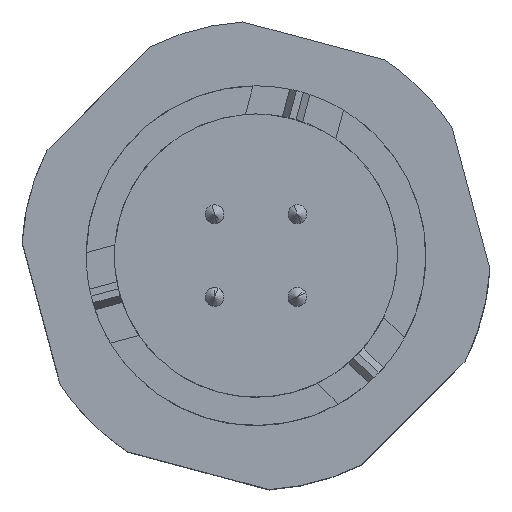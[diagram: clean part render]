
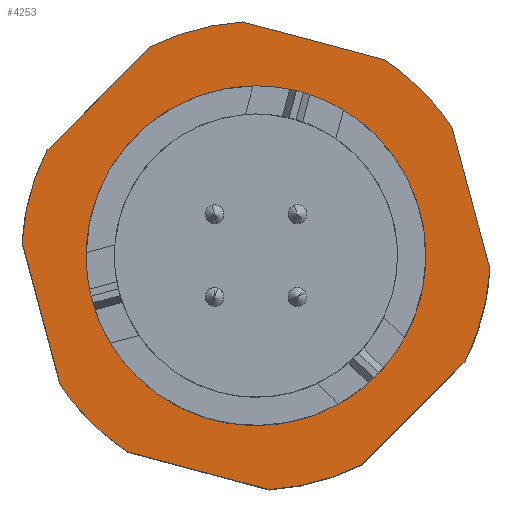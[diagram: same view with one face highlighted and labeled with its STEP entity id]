
A CAD part, top view. The second image highlights one B-rep face of the part: STEP entity #4253.
In plain terms, the highlighted planar face has unit normal (0, 0, 1).
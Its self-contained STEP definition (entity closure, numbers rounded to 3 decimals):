
#3868=AXIS2_PLACEMENT_3D('Circle Axis2P3D',#3866,#3867,$) ;
#3886=AXIS2_PLACEMENT_3D('Circle Axis2P3D',#3884,#3885,$) ;
#3936=AXIS2_PLACEMENT_3D('Circle Axis2P3D',#3934,#3935,$) ;
#3986=AXIS2_PLACEMENT_3D('Circle Axis2P3D',#3984,#3985,$) ;
#4043=AXIS2_PLACEMENT_3D('Circle Axis2P3D',#4041,#4042,$) ;
#4061=AXIS2_PLACEMENT_3D('Circle Axis2P3D',#4059,#4060,$) ;
#4118=AXIS2_PLACEMENT_3D('Circle Axis2P3D',#4116,#4117,$) ;
#4161=AXIS2_PLACEMENT_3D('Circle Axis2P3D',#4159,#4160,$) ;
#4175=AXIS2_PLACEMENT_3D('Plane Axis2P3D',#4172,#4173,#4174) ;
#3831=CARTESIAN_POINT('Vertex',(9.427,19.969,20.5)) ;
#3834=CARTESIAN_POINT('Line Origine',(12.443,19.161,20.5)) ;
#3838=CARTESIAN_POINT('Vertex',(15.459,18.353,20.5)) ;
#3863=CARTESIAN_POINT('Vertex',(17.056,17.056,20.5)) ;
#3866=CARTESIAN_POINT('Axis2P3D Location',(9.984,9.984,20.5)) ;
#3884=CARTESIAN_POINT('Axis2P3D Location',(9.984,9.984,20.5)) ;
#3888=CARTESIAN_POINT('Vertex',(18.353,15.459,20.5)) ;
#3909=CARTESIAN_POINT('Line Origine',(19.161,12.443,20.5)) ;
#3913=CARTESIAN_POINT('Vertex',(19.969,9.427,20.5)) ;
#3934=CARTESIAN_POINT('Axis2P3D Location',(9.984,9.984,20.5)) ;
#3938=CARTESIAN_POINT('Vertex',(18.91,5.475,20.5)) ;
#3959=CARTESIAN_POINT('Line Origine',(16.702,3.267,20.5)) ;
#3963=CARTESIAN_POINT('Vertex',(14.494,1.059,20.5)) ;
#3984=CARTESIAN_POINT('Axis2P3D Location',(9.984,9.984,20.5)) ;
#3988=CARTESIAN_POINT('Vertex',(10.542,0.,20.5)) ;
#4009=CARTESIAN_POINT('Line Origine',(7.526,0.808,20.5)) ;
#4013=CARTESIAN_POINT('Vertex',(4.51,1.616,20.5)) ;
#4038=CARTESIAN_POINT('Vertex',(2.913,2.913,20.5)) ;
#4041=CARTESIAN_POINT('Axis2P3D Location',(9.984,9.984,20.5)) ;
#4059=CARTESIAN_POINT('Axis2P3D Location',(9.984,9.984,20.5)) ;
#4063=CARTESIAN_POINT('Vertex',(1.616,4.51,20.5)) ;
#4084=CARTESIAN_POINT('Line Origine',(0.808,7.526,20.5)) ;
#4088=CARTESIAN_POINT('Vertex',(0.,10.542,20.5)) ;
#4113=CARTESIAN_POINT('Vertex',(1.059,14.494,20.5)) ;
#4116=CARTESIAN_POINT('Axis2P3D Location',(9.984,9.984,20.5)) ;
#4134=CARTESIAN_POINT('Line Origine',(3.267,16.702,20.5)) ;
#4138=CARTESIAN_POINT('Vertex',(5.475,18.91,20.5)) ;
#4159=CARTESIAN_POINT('Axis2P3D Location',(9.984,9.984,20.5)) ;
#4172=CARTESIAN_POINT('Axis2P3D Location',(15.659,15.659,20.5)) ;
#4194=CARTESIAN_POINT('Control Point',(15.111,15.111,20.5)) ;
#4195=CARTESIAN_POINT('Control Point',(15.577,14.645,20.5)) ;
#4196=CARTESIAN_POINT('Control Point',(15.991,14.125,20.5)) ;
#4197=CARTESIAN_POINT('Control Point',(16.343,13.561,20.5)) ;
#4198=CARTESIAN_POINT('Control Point',(16.913,12.362,20.5)) ;
#4199=CARTESIAN_POINT('Control Point',(17.199,11.065,20.5)) ;
#4200=CARTESIAN_POINT('Control Point',(17.268,10.404,20.5)) ;
#4201=CARTESIAN_POINT('Control Point',(17.253,9.076,20.5)) ;
#4202=CARTESIAN_POINT('Control Point',(16.941,7.786,20.5)) ;
#4203=CARTESIAN_POINT('Control Point',(16.711,7.161,20.5)) ;
#4204=CARTESIAN_POINT('Control Point',(16.115,5.975,20.5)) ;
#4205=CARTESIAN_POINT('Control Point',(15.267,4.953,20.5)) ;
#4206=CARTESIAN_POINT('Control Point',(14.787,4.493,20.5)) ;
#4207=CARTESIAN_POINT('Control Point',(13.73,3.69,20.5)) ;
#4208=CARTESIAN_POINT('Control Point',(12.52,3.144,20.5)) ;
#4209=CARTESIAN_POINT('Control Point',(11.886,2.941,20.5)) ;
#4210=CARTESIAN_POINT('Control Point',(10.584,2.684,20.5)) ;
#4211=CARTESIAN_POINT('Control Point',(9.257,2.726,20.5)) ;
#4212=CARTESIAN_POINT('Control Point',(8.598,2.822,20.5)) ;
#4213=CARTESIAN_POINT('Control Point',(7.375,3.147,20.5)) ;
#4214=CARTESIAN_POINT('Control Point',(6.251,3.726,20.5)) ;
#4215=CARTESIAN_POINT('Control Point',(5.747,4.056,20.5)) ;
#4216=CARTESIAN_POINT('Control Point',(5.281,4.435,20.5)) ;
#4217=CARTESIAN_POINT('Control Point',(4.858,4.858,20.5)) ;
#4218=CARTESIAN_POINT('Vertex',(15.111,15.111,20.5)) ;
#4220=CARTESIAN_POINT('Vertex',(4.858,4.858,20.5)) ;
#4224=CARTESIAN_POINT('Control Point',(4.858,4.858,20.5)) ;
#4225=CARTESIAN_POINT('Control Point',(4.392,5.324,20.5)) ;
#4226=CARTESIAN_POINT('Control Point',(3.978,5.844,20.5)) ;
#4227=CARTESIAN_POINT('Control Point',(3.626,6.408,20.5)) ;
#4228=CARTESIAN_POINT('Control Point',(3.056,7.607,20.5)) ;
#4229=CARTESIAN_POINT('Control Point',(2.77,8.903,20.5)) ;
#4230=CARTESIAN_POINT('Control Point',(2.701,9.565,20.5)) ;
#4231=CARTESIAN_POINT('Control Point',(2.716,10.893,20.5)) ;
#4232=CARTESIAN_POINT('Control Point',(3.028,12.183,20.5)) ;
#4233=CARTESIAN_POINT('Control Point',(3.258,12.808,20.5)) ;
#4234=CARTESIAN_POINT('Control Point',(3.854,13.994,20.5)) ;
#4235=CARTESIAN_POINT('Control Point',(4.702,15.016,20.5)) ;
#4236=CARTESIAN_POINT('Control Point',(5.182,15.476,20.5)) ;
#4237=CARTESIAN_POINT('Control Point',(6.239,16.279,20.5)) ;
#4238=CARTESIAN_POINT('Control Point',(7.449,16.825,20.5)) ;
#4239=CARTESIAN_POINT('Control Point',(8.083,17.027,20.5)) ;
#4240=CARTESIAN_POINT('Control Point',(9.385,17.285,20.5)) ;
#4241=CARTESIAN_POINT('Control Point',(10.712,17.243,20.5)) ;
#4242=CARTESIAN_POINT('Control Point',(11.37,17.147,20.5)) ;
#4243=CARTESIAN_POINT('Control Point',(12.594,16.822,20.5)) ;
#4244=CARTESIAN_POINT('Control Point',(13.718,16.243,20.5)) ;
#4245=CARTESIAN_POINT('Control Point',(14.222,15.913,20.5)) ;
#4246=CARTESIAN_POINT('Control Point',(14.688,15.534,20.5)) ;
#4247=CARTESIAN_POINT('Control Point',(15.111,15.111,20.5)) ;
#3835=DIRECTION('Vector Direction',(-0.966,0.259,0.)) ;
#3867=DIRECTION('Axis2P3D Direction',(0.,0.,-1.)) ;
#3885=DIRECTION('Axis2P3D Direction',(0.,0.,-1.)) ;
#3910=DIRECTION('Vector Direction',(-0.259,0.966,0.)) ;
#3935=DIRECTION('Axis2P3D Direction',(0.,0.,-1.)) ;
#3960=DIRECTION('Vector Direction',(0.707,0.707,0.)) ;
#3985=DIRECTION('Axis2P3D Direction',(0.,0.,-1.)) ;
#4010=DIRECTION('Vector Direction',(0.966,-0.259,0.)) ;
#4042=DIRECTION('Axis2P3D Direction',(0.,0.,-1.)) ;
#4060=DIRECTION('Axis2P3D Direction',(0.,0.,-1.)) ;
#4085=DIRECTION('Vector Direction',(0.259,-0.966,0.)) ;
#4117=DIRECTION('Axis2P3D Direction',(0.,0.,-1.)) ;
#4135=DIRECTION('Vector Direction',(-0.707,-0.707,0.)) ;
#4160=DIRECTION('Axis2P3D Direction',(0.,0.,-1.)) ;
#4173=DIRECTION('Axis2P3D Direction',(0.,0.,1.)) ;
#4174=DIRECTION('Axis2P3D XDirection',(0.707,-0.707,0.)) ;
#3836=VECTOR('Line Direction',#3835,1.) ;
#3911=VECTOR('Line Direction',#3910,1.) ;
#3961=VECTOR('Line Direction',#3960,1.) ;
#4011=VECTOR('Line Direction',#4010,1.) ;
#4086=VECTOR('Line Direction',#4085,1.) ;
#4136=VECTOR('Line Direction',#4135,1.) ;
#4178=ORIENTED_EDGE('',*,*,#3840,.T.) ;
#4179=ORIENTED_EDGE('',*,*,#4163,.F.) ;
#4180=ORIENTED_EDGE('',*,*,#4140,.T.) ;
#4181=ORIENTED_EDGE('',*,*,#4120,.F.) ;
#4182=ORIENTED_EDGE('',*,*,#4090,.T.) ;
#4183=ORIENTED_EDGE('',*,*,#4065,.F.) ;
#4184=ORIENTED_EDGE('',*,*,#4045,.F.) ;
#4185=ORIENTED_EDGE('',*,*,#4015,.T.) ;
#4186=ORIENTED_EDGE('',*,*,#3990,.F.) ;
#4187=ORIENTED_EDGE('',*,*,#3965,.T.) ;
#4188=ORIENTED_EDGE('',*,*,#3940,.F.) ;
#4189=ORIENTED_EDGE('',*,*,#3915,.T.) ;
#4190=ORIENTED_EDGE('',*,*,#3890,.F.) ;
#4191=ORIENTED_EDGE('',*,*,#3870,.F.) ;
#4250=ORIENTED_EDGE('',*,*,#4222,.T.) ;
#4251=ORIENTED_EDGE('',*,*,#4248,.T.) ;
#4252=FACE_BOUND('',#4249,.T.) ;
#4253=ADVANCED_FACE('V1',(#4192,#4252),#4176,.T.) ;
#4193=B_SPLINE_CURVE_WITH_KNOTS('',5,(#4194,#4195,#4196,#4197,#4198,#4199,#4200,#4201,#4202,#4203,#4204,#4205,#4206,#4207,#4208,#4209,#4210,#4211,#4212,#4213,#4214,#4215,#4216,#4217),.UNSPECIFIED.,.F.,.U.,(6,3,3,3,3,3,3,6),(0.,4.664,9.327,13.991,18.655,23.318,27.982,32.211),.UNSPECIFIED.) ;
#4223=B_SPLINE_CURVE_WITH_KNOTS('',5,(#4224,#4225,#4226,#4227,#4228,#4229,#4230,#4231,#4232,#4233,#4234,#4235,#4236,#4237,#4238,#4239,#4240,#4241,#4242,#4243,#4244,#4245,#4246,#4247),.UNSPECIFIED.,.F.,.U.,(6,3,3,3,3,3,3,6),(0.,4.664,9.327,13.991,18.655,23.318,27.982,32.211),.UNSPECIFIED.) ;
#3869=CIRCLE('generated circle',#3868,10.) ;
#3887=CIRCLE('generated circle',#3886,10.) ;
#3937=CIRCLE('generated circle',#3936,10.) ;
#3987=CIRCLE('generated circle',#3986,10.) ;
#4044=CIRCLE('generated circle',#4043,10.) ;
#4062=CIRCLE('generated circle',#4061,10.) ;
#4119=CIRCLE('generated circle',#4118,10.) ;
#4162=CIRCLE('generated circle',#4161,10.) ;
#3840=EDGE_CURVE('',#3839,#3832,#3837,.T.) ;
#3870=EDGE_CURVE('',#3839,#3864,#3869,.T.) ;
#3890=EDGE_CURVE('',#3864,#3889,#3887,.T.) ;
#3915=EDGE_CURVE('',#3914,#3889,#3912,.T.) ;
#3940=EDGE_CURVE('',#3914,#3939,#3937,.T.) ;
#3965=EDGE_CURVE('',#3964,#3939,#3962,.T.) ;
#3990=EDGE_CURVE('',#3964,#3989,#3987,.T.) ;
#4015=EDGE_CURVE('',#4014,#3989,#4012,.T.) ;
#4045=EDGE_CURVE('',#4014,#4039,#4044,.T.) ;
#4065=EDGE_CURVE('',#4039,#4064,#4062,.T.) ;
#4090=EDGE_CURVE('',#4089,#4064,#4087,.T.) ;
#4120=EDGE_CURVE('',#4089,#4114,#4119,.T.) ;
#4140=EDGE_CURVE('',#4139,#4114,#4137,.T.) ;
#4163=EDGE_CURVE('',#4139,#3832,#4162,.T.) ;
#4222=EDGE_CURVE('',#4219,#4221,#4193,.T.) ;
#4248=EDGE_CURVE('',#4221,#4219,#4223,.T.) ;
#4177=EDGE_LOOP('',(#4178,#4179,#4180,#4181,#4182,#4183,#4184,#4185,#4186,#4187,#4188,#4189,#4190,#4191)) ;
#4249=EDGE_LOOP('',(#4250,#4251)) ;
#4192=FACE_OUTER_BOUND('',#4177,.T.) ;
#3837=LINE('Line',#3834,#3836) ;
#3912=LINE('Line',#3909,#3911) ;
#3962=LINE('Line',#3959,#3961) ;
#4012=LINE('Line',#4009,#4011) ;
#4087=LINE('Line',#4084,#4086) ;
#4137=LINE('Line',#4134,#4136) ;
#4176=PLANE('',#4175) ;
#3832=VERTEX_POINT('',#3831) ;
#3839=VERTEX_POINT('',#3838) ;
#3864=VERTEX_POINT('',#3863) ;
#3889=VERTEX_POINT('',#3888) ;
#3914=VERTEX_POINT('',#3913) ;
#3939=VERTEX_POINT('',#3938) ;
#3964=VERTEX_POINT('',#3963) ;
#3989=VERTEX_POINT('',#3988) ;
#4014=VERTEX_POINT('',#4013) ;
#4039=VERTEX_POINT('',#4038) ;
#4064=VERTEX_POINT('',#4063) ;
#4089=VERTEX_POINT('',#4088) ;
#4114=VERTEX_POINT('',#4113) ;
#4139=VERTEX_POINT('',#4138) ;
#4219=VERTEX_POINT('',#4218) ;
#4221=VERTEX_POINT('',#4220) ;
